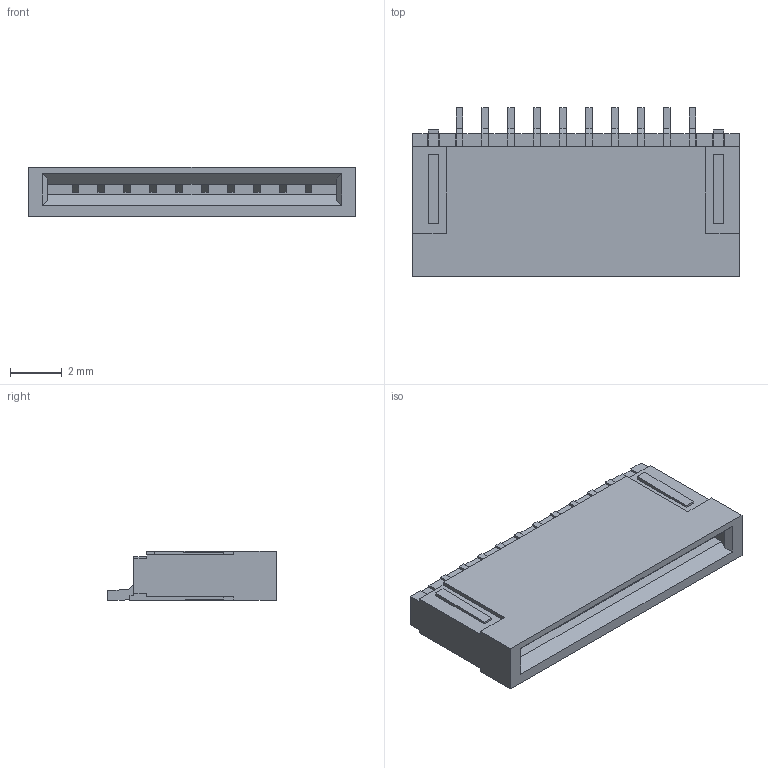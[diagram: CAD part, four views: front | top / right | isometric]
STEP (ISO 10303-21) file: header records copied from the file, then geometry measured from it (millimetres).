
FILE_DESCRIPTION(('FreeCAD Model'),'2;1');
FILE_NAME('HFW_R-2ST_LF.step','2016-08-05T17:39:44',( 'Author'),(''),'Open CASCADE STEP processor 6.8','FreeCAD','Unknown' );
FILE_SCHEMA(('AUTOMOTIVE_DESIGN_CC2 { 1 2 10303 214 -1 1 5 4 }'));
Length unit declared in the file: millimetre
Products named in the file (2): ASSEMBLY; HFW_R-2ST_LF
Assembly tree (1 placements, depth 2):
  ASSEMBLY
    HFW_R-2ST_LF
Bounding box: 12.6 x 6.5 x 1.92 mm (x, y, z)
Volume: 109.5 mm3; surface area: 343.9 mm2
Topology: 1 solids, 1 shells, 266 faces, 690 edges, 460 vertices
Faces by surface type: plane 266
Entity records: 16963 total; most frequent: CARTESIAN_POINT 2798, DIRECTION 2606, LINE 2070, VECTOR 2070, ORIENTED_EDGE 1380, PCURVE 1380, DEFINITIONAL_REPRESENTATION 1380, EDGE_CURVE 690
